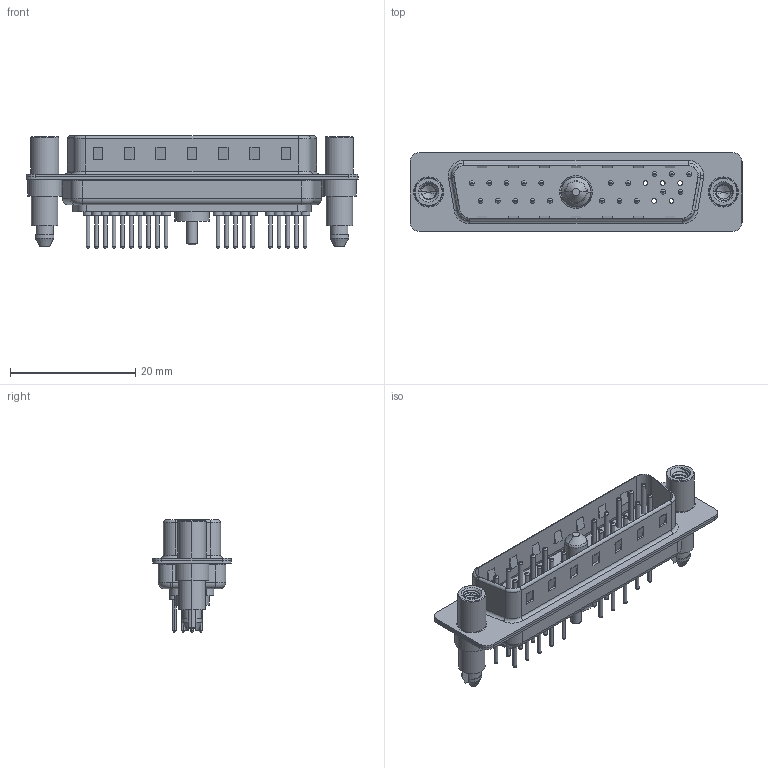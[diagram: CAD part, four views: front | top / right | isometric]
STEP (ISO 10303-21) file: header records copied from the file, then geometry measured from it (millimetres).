
FILE_DESCRIPTION (( 'STEP AP203' ), '1' );
FILE_NAME ('627-21W1224-1TE.STEP', '2019-05-27T23:58:36', ( '' ), ( '' ), 'SwSTEP 2.0', 'SolidWorks 2016', '' );
FILE_SCHEMA (( 'CONFIG_CONTROL_DESIGN' ));
Length unit declared in the file: millimetre
Products named in the file (9): 627Combo Contact Row 1_24; 627Combo Shell Front_25 Contacts; 627Combo Housing_21W1; Power Pin_10A S; 627Combo Contact Row 2_24; 627Combo Threaded Standoff and Boardlock_6; 627Combo Shell Rear_25 Contacts; 627Combo Threaded Standoff and Boardlock_E; 627-21W1224-1TE
Assembly tree (26 placements, depth 2):
  627-21W1224-1TE
    627Combo Housing_21W1
    627Combo Shell Rear_25 Contacts
    627Combo Shell Front_25 Contacts
    627Combo Threaded Standoff and Boardlock_E
    Power Pin_10A S
    627Combo Threaded Standoff and Boardlock_6
    627Combo Contact Row 1_24  x10
    627Combo Contact Row 2_24  x10
Bounding box: 53 x 12.6 x 17.9 mm (x, y, z)
Volume: 3113 mm3; surface area: 7280.6 mm2
Topology: 27 solids, 27 shells, 1211 faces, 2656 edges, 1619 vertices
Faces by surface type: cylinder 468, torus 372, plane 339, cone 24, bspline 8
Entity records: 24040 total; most frequent: CARTESIAN_POINT 6073, DIRECTION 3682, ORIENTED_EDGE 3284, EDGE_CURVE 1642, AXIS2_PLACEMENT_3D 1446, VERTEX_POINT 1043, EDGE_LOOP 843, VECTOR 790
